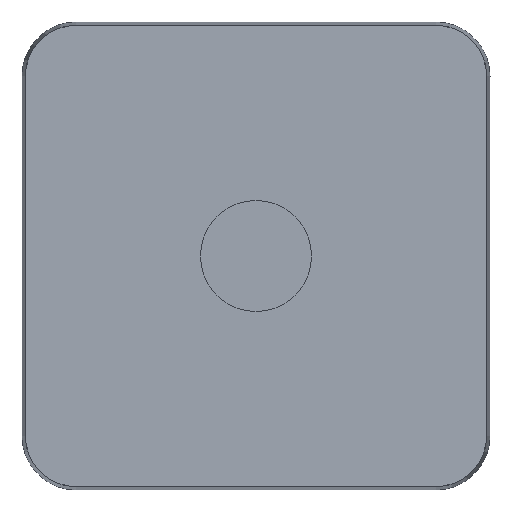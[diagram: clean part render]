
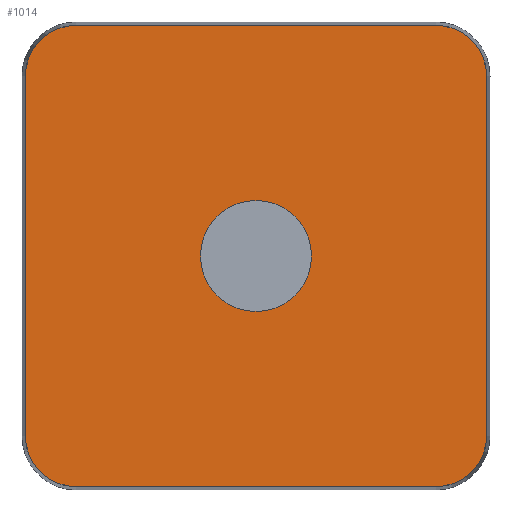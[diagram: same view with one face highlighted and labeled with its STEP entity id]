
A CAD part, front view. The second image highlights one B-rep face of the part: STEP entity #1014.
In plain terms, the highlighted planar face has unit normal (0, -1, 0).
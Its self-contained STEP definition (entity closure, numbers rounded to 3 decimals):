
#313 = LINE ( 'NONE', #4316, #22845 ) ;
#477 = VERTEX_POINT ( 'NONE', #6198 ) ;
#485 = DIRECTION ( 'NONE',  ( 1., 0., 0. ) ) ;
#620 = EDGE_CURVE ( 'NONE', #21868, #5139, #6393, .T. ) ;
#804 = EDGE_CURVE ( 'NONE', #2893, #477, #313, .T. ) ;
#1014 = ADVANCED_FACE ( 'NONE', ( #16456, #23926 ), #7120, .F. ) ;
#1345 = EDGE_CURVE ( 'NONE', #477, #22703, #20148, .T. ) ;
#1521 = ORIENTED_EDGE ( 'NONE', *, *, #4126, .F. ) ;
#1598 = CARTESIAN_POINT ( 'NONE',  ( 42.573, -35.9, 33.2 ) ) ;
#1961 = AXIS2_PLACEMENT_3D ( 'NONE', #21285, #4594, #19683 ) ;
#2893 = VERTEX_POINT ( 'NONE', #3022 ) ;
#2985 = DIRECTION ( 'NONE',  ( 0., -1., 0. ) ) ;
#3022 = CARTESIAN_POINT ( 'NONE',  ( -42.573, -35.9, -33.2 ) ) ;
#4126 = EDGE_CURVE ( 'NONE', #22703, #21868, #4260, .T. ) ;
#4132 = CARTESIAN_POINT ( 'NONE',  ( 0., -35.9, 10.25 ) ) ;
#4260 = LINE ( 'NONE', #17401, #24083 ) ;
#4316 = CARTESIAN_POINT ( 'NONE',  ( -42.573, -35.9, 33.2 ) ) ;
#4546 = ORIENTED_EDGE ( 'NONE', *, *, #5478, .T. ) ;
#4594 = DIRECTION ( 'NONE',  ( 0., -1., 0. ) ) ;
#4846 = DIRECTION ( 'NONE',  ( 0., 1., 0. ) ) ;
#4854 = DIRECTION ( 'NONE',  ( 0., 0., 1. ) ) ;
#5139 = VERTEX_POINT ( 'NONE', #1598 ) ;
#5354 = EDGE_CURVE ( 'NONE', #22298, #18151, #24134, .T. ) ;
#5423 = EDGE_LOOP ( 'NONE', ( #13614, #1521, #8394, #13810, #19573, #22460, #16378, #4546 ) ) ;
#5478 = EDGE_CURVE ( 'NONE', #18151, #5139, #14551, .T. ) ;
#5569 = EDGE_CURVE ( 'NONE', #21461, #2893, #16706, .T. ) ;
#5682 = CARTESIAN_POINT ( 'NONE',  ( -33.2, -35.9, -42.573 ) ) ;
#6198 = CARTESIAN_POINT ( 'NONE',  ( -42.573, -35.9, 33.2 ) ) ;
#6393 = CIRCLE ( 'NONE', #20128, 9.373 ) ;
#6403 = CARTESIAN_POINT ( 'NONE',  ( 0., -35.9, 0. ) ) ;
#6822 = ORIENTED_EDGE ( 'NONE', *, *, #10421, .F. ) ;
#6840 = CARTESIAN_POINT ( 'NONE',  ( -33.2, -35.9, 33.2 ) ) ;
#7120 = PLANE ( 'NONE',  #9913 ) ;
#7441 = ORIENTED_EDGE ( 'NONE', *, *, #12537, .F. ) ;
#7635 = AXIS2_PLACEMENT_3D ( 'NONE', #6403, #2985, #23575 ) ;
#7770 = DIRECTION ( 'NONE',  ( 0., 0., 1. ) ) ;
#8394 = ORIENTED_EDGE ( 'NONE', *, *, #1345, .F. ) ;
#8812 = DIRECTION ( 'NONE',  ( 0., 0., 1. ) ) ;
#9913 = AXIS2_PLACEMENT_3D ( 'NONE', #22092, #12769, #20256 ) ;
#10421 = EDGE_CURVE ( 'NONE', #15168, #18580, #12532, .T. ) ;
#10821 = AXIS2_PLACEMENT_3D ( 'NONE', #16650, #24001, #22044 ) ;
#12173 = DIRECTION ( 'NONE',  ( 1., 0., 0. ) ) ;
#12378 = DIRECTION ( 'NONE',  ( 0., 1., 0. ) ) ;
#12454 = DIRECTION ( 'NONE',  ( 0., 0., 1. ) ) ;
#12532 = CIRCLE ( 'NONE', #1961, 10.25 ) ;
#12537 = EDGE_CURVE ( 'NONE', #18580, #15168, #19753, .T. ) ;
#12689 = CARTESIAN_POINT ( 'NONE',  ( -33.2, -35.9, 42.573 ) ) ;
#12769 = DIRECTION ( 'NONE',  ( 0., 1., 0. ) ) ;
#13614 = ORIENTED_EDGE ( 'NONE', *, *, #620, .F. ) ;
#13810 = ORIENTED_EDGE ( 'NONE', *, *, #804, .F. ) ;
#14422 = CARTESIAN_POINT ( 'NONE',  ( 42.573, -35.9, 33.2 ) ) ;
#14551 = LINE ( 'NONE', #14422, #19073 ) ;
#14834 = CARTESIAN_POINT ( 'NONE',  ( 0., -35.9, -10.25 ) ) ;
#15168 = VERTEX_POINT ( 'NONE', #4132 ) ;
#15372 = EDGE_LOOP ( 'NONE', ( #7441, #6822 ) ) ;
#15724 = CARTESIAN_POINT ( 'NONE',  ( -33.2, -35.9, -42.573 ) ) ;
#16378 = ORIENTED_EDGE ( 'NONE', *, *, #5354, .T. ) ;
#16385 = CARTESIAN_POINT ( 'NONE',  ( 33.2, -35.9, 33.2 ) ) ;
#16456 = FACE_BOUND ( 'NONE', #15372, .T. ) ;
#16650 = CARTESIAN_POINT ( 'NONE',  ( -33.2, -35.9, -33.2 ) ) ;
#16706 = CIRCLE ( 'NONE', #10821, 9.373 ) ;
#17113 = AXIS2_PLACEMENT_3D ( 'NONE', #21550, #19591, #17883 ) ;
#17401 = CARTESIAN_POINT ( 'NONE',  ( -33.2, -35.9, 42.573 ) ) ;
#17826 = LINE ( 'NONE', #15724, #18537 ) ;
#17883 = DIRECTION ( 'NONE',  ( 0., 0., 1. ) ) ;
#18151 = VERTEX_POINT ( 'NONE', #21859 ) ;
#18537 = VECTOR ( 'NONE', #12173, 1000. ) ;
#18580 = VERTEX_POINT ( 'NONE', #14834 ) ;
#19073 = VECTOR ( 'NONE', #4854, 1000. ) ;
#19573 = ORIENTED_EDGE ( 'NONE', *, *, #5569, .F. ) ;
#19591 = DIRECTION ( 'NONE',  ( 0., -1., 0. ) ) ;
#19683 = DIRECTION ( 'NONE',  ( 0., 0., -1. ) ) ;
#19753 = CIRCLE ( 'NONE', #7635, 10.25 ) ;
#19763 = CARTESIAN_POINT ( 'NONE',  ( 33.2, -35.9, 42.573 ) ) ;
#20128 = AXIS2_PLACEMENT_3D ( 'NONE', #16385, #4846, #12454 ) ;
#20148 = CIRCLE ( 'NONE', #20542, 9.373 ) ;
#20256 = DIRECTION ( 'NONE',  ( 0., 0., 1. ) ) ;
#20542 = AXIS2_PLACEMENT_3D ( 'NONE', #6840, #12378, #8812 ) ;
#20933 = CARTESIAN_POINT ( 'NONE',  ( 33.2, -35.9, -42.573 ) ) ;
#21285 = CARTESIAN_POINT ( 'NONE',  ( 0., -35.9, 0. ) ) ;
#21461 = VERTEX_POINT ( 'NONE', #5682 ) ;
#21550 = CARTESIAN_POINT ( 'NONE',  ( 33.2, -35.9, -33.2 ) ) ;
#21859 = CARTESIAN_POINT ( 'NONE',  ( 42.573, -35.9, -33.2 ) ) ;
#21868 = VERTEX_POINT ( 'NONE', #19763 ) ;
#22044 = DIRECTION ( 'NONE',  ( 0., 0., 1. ) ) ;
#22092 = CARTESIAN_POINT ( 'NONE',  ( -33.2, -35.9, 33.2 ) ) ;
#22298 = VERTEX_POINT ( 'NONE', #20933 ) ;
#22460 = ORIENTED_EDGE ( 'NONE', *, *, #24017, .T. ) ;
#22703 = VERTEX_POINT ( 'NONE', #12689 ) ;
#22845 = VECTOR ( 'NONE', #7770, 1000. ) ;
#23575 = DIRECTION ( 'NONE',  ( 0., 0., -1. ) ) ;
#23926 = FACE_OUTER_BOUND ( 'NONE', #5423, .T. ) ;
#24001 = DIRECTION ( 'NONE',  ( 0., 1., 0. ) ) ;
#24017 = EDGE_CURVE ( 'NONE', #21461, #22298, #17826, .T. ) ;
#24083 = VECTOR ( 'NONE', #485, 1000. ) ;
#24134 = CIRCLE ( 'NONE', #17113, 9.373 ) ;
